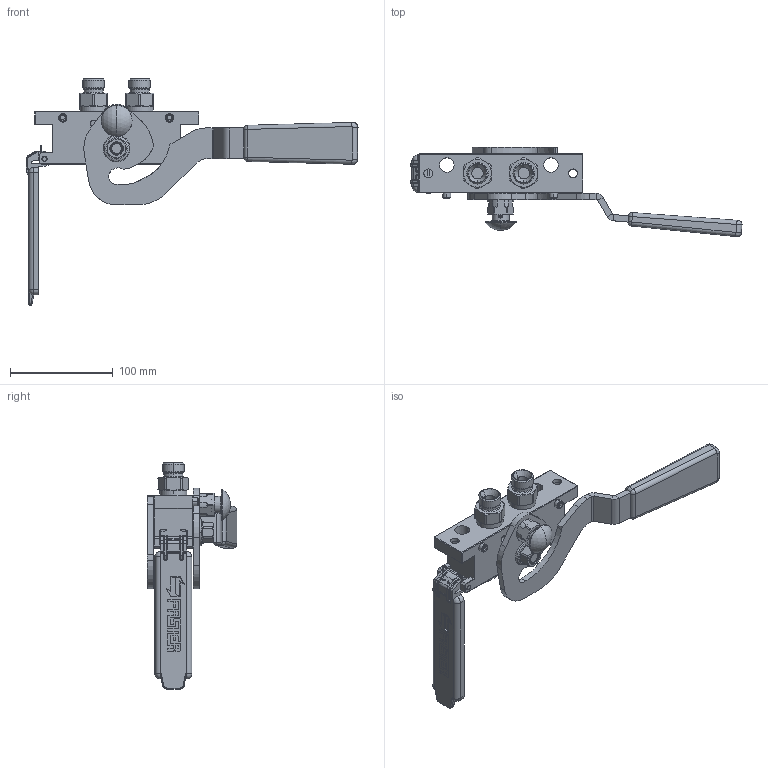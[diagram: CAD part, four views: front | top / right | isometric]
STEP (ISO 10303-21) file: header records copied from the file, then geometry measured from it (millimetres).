
FILE_DESCRIPTION (( 'STEP AP214' ), '1' );
FILE_NAME ('FASTER.step', '2024-01-16T15:05:33', ( '' ), ( '' ), 'SwSTEP 2.0', 'SolidWorks 2017', '' );
FILE_SCHEMA (( 'AUTOMOTIVE_DESIGN' ));
Length unit declared in the file: millimetre
Products named in the file (31): 4830_001_0005_300; 4830_070_0000_001; 4860_024_0001_011; sicura_p5; 4860_020_0001_003; 4860_001_0001_000; 4830_025_2000_000; FASTER; 4860_020_0001_002; 4860_024_0000_012; A_2ffnb3816_12gf; 4830_001_0005_301; 4830_025_0000_001; or1_5x7_m; 4860_024_0001_020; 0048_042_0412_000; 4860_024_0001_001; 2ffnb3816_12gf; 4132_072_0000_300; 4132_014_0000_000; 4830_022_0000_011; 4860_001_0003_000; 4830_025_1000_000; 4850_030_1000_000; gr_m8x12_cl.; PB06_F_DX_BASE; 4860_024_0001_021; 1540_080_0012_000; CURS_MOLLA_38
Assembly tree (33 placements, depth 4):
  FASTER
    PB06_F_DX_BASE
      4860_020_0001_003
        4860_020_0001_002
        gr_m8x12_cl.  x2
      4860_001_0003_000
      4860_001_0001_000
      4830_025_1000_000
      4830_022_0000_011
      4830_070_0000_001
      4830_001_0005_300
      4830_001_0005_301
      4850_030_1000_000  x2
    A_2ffnb3816_12gf  x2
      CURS_MOLLA_38
        4132_072_0000_300
        4132_014_0000_000
      2ffnb3816_12gf
        2ffnb3816_12gf
    4860_024_0001_011
      4860_024_0001_001
        4860_024_0001_020
        4860_024_0001_021
      sicura_p5
        4830_025_0000_001
        or1_5x7_m
        0048_042_0412_000
      4860_024_0001_011
      4860_024_0000_012
      4830_025_2000_000
      1540_080_0012_000
Bounding box: 323.43 x 87.06 x 220.6 mm (x, y, z)
Volume: 113790.5 mm3; surface area: 170231.2 mm2
Topology: 19 solids, 55 shells, 2395 faces, 6170 edges, 3878 vertices
Faces by surface type: plane 1198, cylinder 559, bspline 238, cone 227, torus 142, sphere 31
Entity records: 95221 total; most frequent: CARTESIAN_POINT 42290, ORIENTED_EDGE 10606, DIRECTION 9698, EDGE_CURVE 5403, VERTEX_POINT 3403, LINE 3372, VECTOR 3372, AXIS2_PLACEMENT_3D 3163
